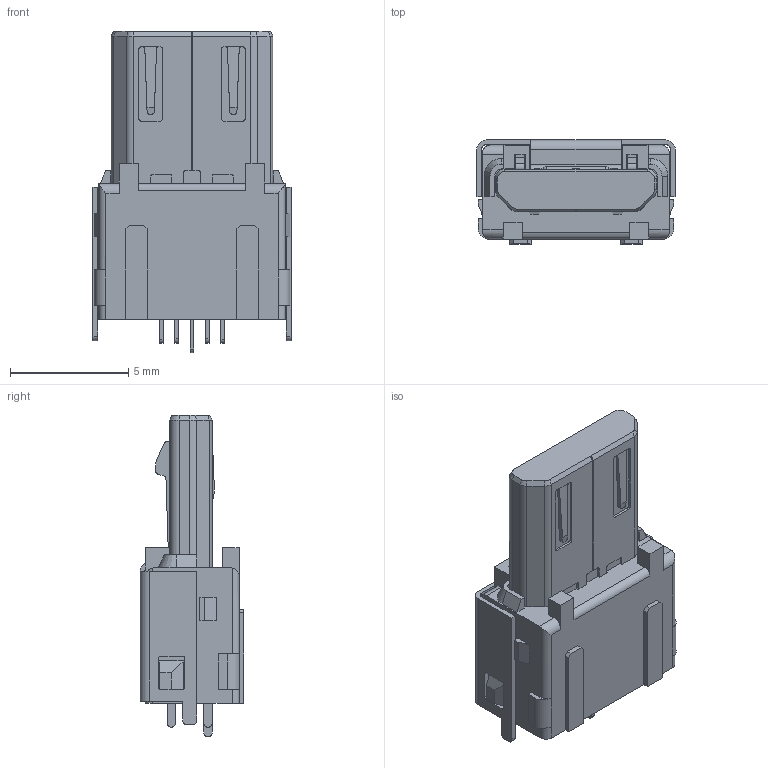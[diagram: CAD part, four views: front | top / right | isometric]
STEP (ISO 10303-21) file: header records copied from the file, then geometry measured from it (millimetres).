
FILE_DESCRIPTION(('OneSpaceDesigner STEP Export'),'2;1');
FILE_NAME('ZX20-B-5S.stp','2008-08-28T13:43:06',(''),(''),'OneSpace Designer STEP processor for AP214 (Solid Model)','OneSpace Modeling 15.00A 14-Mar-2007 (C) CoCreate Software GmbH','');
FILE_SCHEMA(('AUTOMOTIVE_DESIGN { 1 0 10303 214 1 1 1 1 }'));
Length unit declared in the file: millimetre
Products named in the file (1): ZX20-B-5S_080523
Bounding box: 8.4 x 4.4 x 13.6 mm (x, y, z)
Volume: 270.5 mm3; surface area: 503.2 mm2
Topology: 1 solids, 1 shells, 364 faces, 1017 edges, 662 vertices
Faces by surface type: plane 224, cylinder 114, torus 14, cone 8, sphere 4
Entity records: 11528 total; most frequent: CARTESIAN_POINT 2074, ORIENTED_EDGE 2026, DIRECTION 1928, EDGE_CURVE 1013, VECTOR 730, LINE 730, VERTEX_POINT 662, AXIS2_PLACEMENT_3D 599
